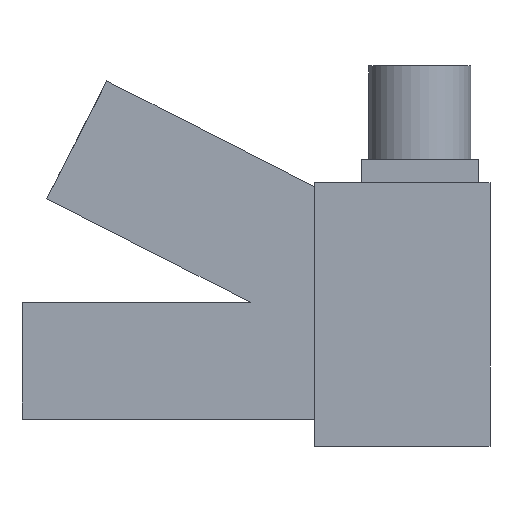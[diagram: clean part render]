
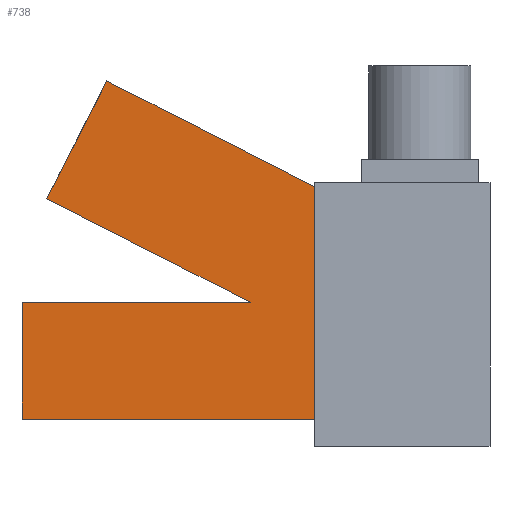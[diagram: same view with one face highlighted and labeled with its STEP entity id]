
A CAD part, front view. The second image highlights one B-rep face of the part: STEP entity #738.
In plain terms, the highlighted planar face has unit normal (0, -1, 0).
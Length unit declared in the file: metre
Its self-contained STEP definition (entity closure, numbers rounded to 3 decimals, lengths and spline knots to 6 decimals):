
#140=ORIENTED_EDGE('',*,*,#251,.F.);
#141=ORIENTED_EDGE('',*,*,#292,.F.);
#142=ORIENTED_EDGE('',*,*,#293,.T.);
#143=ORIENTED_EDGE('',*,*,#294,.F.);
#144=ORIENTED_EDGE('',*,*,#295,.F.);
#145=ORIENTED_EDGE('',*,*,#229,.F.);
#146=ORIENTED_EDGE('',*,*,#289,.T.);
#229=EDGE_CURVE('',#328,#329,#396,.T.);
#251=EDGE_CURVE('',#347,#348,#418,.T.);
#289=EDGE_CURVE('',#328,#348,#447,.T.);
#292=EDGE_CURVE('',#375,#347,#450,.T.);
#293=EDGE_CURVE('',#375,#376,#451,.T.);
#294=EDGE_CURVE('',#377,#376,#452,.T.);
#295=EDGE_CURVE('',#329,#377,#453,.T.);
#328=VERTEX_POINT('',#1020);
#329=VERTEX_POINT('',#1022);
#347=VERTEX_POINT('',#1066);
#348=VERTEX_POINT('',#1068);
#375=VERTEX_POINT('',#1164);
#376=VERTEX_POINT('',#1168);
#377=VERTEX_POINT('',#1170);
#396=LINE('',#1021,#482);
#418=LINE('',#1067,#504);
#447=LINE('',#1159,#533);
#450=LINE('',#1165,#536);
#451=LINE('',#1167,#537);
#452=LINE('',#1169,#538);
#453=LINE('',#1171,#539);
#482=VECTOR('',#826,1.);
#504=VECTOR('',#858,1.);
#533=VECTOR('',#939,1.);
#536=VECTOR('',#944,1.);
#537=VECTOR('',#947,1.);
#538=VECTOR('',#948,1.);
#539=VECTOR('',#949,1.);
#602=EDGE_LOOP('',(#140,#141,#142,#143,#144,#145,#146));
#657=FACE_BOUND('',#602,.T.);
#698=PLANE('',#800);
#738=ADVANCED_FACE('',(#657),#698,.T.);
#800=AXIS2_PLACEMENT_3D('',#1166,#945,#946);
#826=DIRECTION('',(0.,0.,1.));
#858=DIRECTION('',(0.,0.,-1.));
#939=DIRECTION('',(1.,0.,0.));
#944=DIRECTION('',(0.891,0.,-0.454));
#945=DIRECTION('',(0.,-1.,0.));
#946=DIRECTION('',(1.,0.,0.));
#947=DIRECTION('',(-0.454,0.,-0.891));
#948=DIRECTION('',(-0.891,0.,0.454));
#949=DIRECTION('',(1.,0.,0.));
#1020=CARTESIAN_POINT('',(-0.165191,-0.0254,-0.064513));
#1021=CARTESIAN_POINT('',(-0.165191,-0.0254,-0.039113));
#1022=CARTESIAN_POINT('',(-0.165191,-0.0254,-0.013713));
#1066=CARTESIAN_POINT('',(-0.0381,-0.0254,0.036414));
#1067=CARTESIAN_POINT('',(-0.0381,-0.0254,0.0381));
#1068=CARTESIAN_POINT('',(-0.0381,-0.0254,-0.064513));
#1159=CARTESIAN_POINT('',(-0.033065,-0.0254,-0.064513));
#1164=CARTESIAN_POINT('',(-0.12834,-0.0254,0.082393));
#1165=CARTESIAN_POINT('',(-0.07284,-0.0254,0.054115));
#1166=CARTESIAN_POINT('',(-0.082595,-0.0254,0.00894));
#1167=CARTESIAN_POINT('',(-0.132664,-0.0254,0.073907));
#1168=CARTESIAN_POINT('',(-0.154394,-0.0254,0.031259));
#1169=CARTESIAN_POINT('',(-0.110263,-0.0254,0.008773));
#1170=CARTESIAN_POINT('',(-0.066131,-0.0254,-0.013713));
#1171=CARTESIAN_POINT('',(-0.115661,-0.0254,-0.013713));
